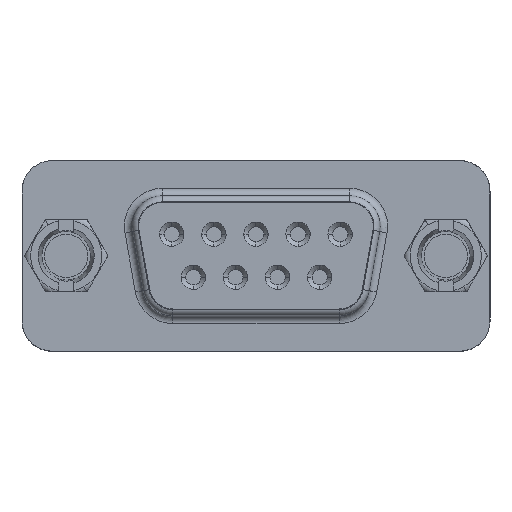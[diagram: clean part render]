
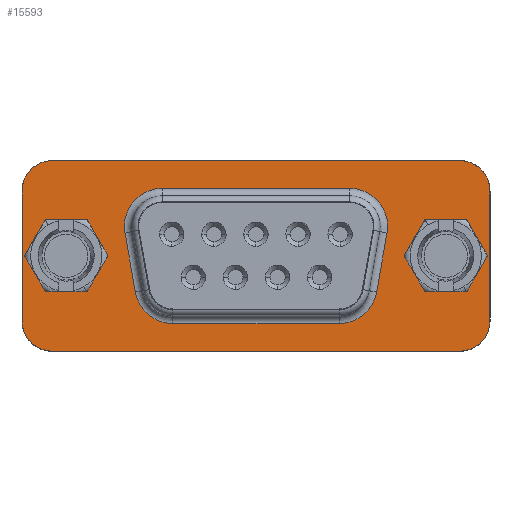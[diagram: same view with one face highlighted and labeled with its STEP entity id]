
A CAD part, top view. The second image highlights one B-rep face of the part: STEP entity #15593.
In plain terms, the highlighted planar face has unit normal (0, 0, 1).
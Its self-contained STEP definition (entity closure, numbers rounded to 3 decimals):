
#15008=AXIS2_PLACEMENT_3D('Circle Axis2P3D',#15006,#15007,$) ;
#15090=AXIS2_PLACEMENT_3D('Circle Axis2P3D',#15088,#15089,$) ;
#15156=AXIS2_PLACEMENT_3D('Circle Axis2P3D',#15154,#15155,$) ;
#15222=AXIS2_PLACEMENT_3D('Circle Axis2P3D',#15220,#15221,$) ;
#15288=AXIS2_PLACEMENT_3D('Circle Axis2P3D',#15286,#15287,$) ;
#15321=AXIS2_PLACEMENT_3D('Circle Axis2P3D',#15319,#15320,$) ;
#15338=AXIS2_PLACEMENT_3D('Circle Axis2P3D',#15336,#15337,$) ;
#15369=AXIS2_PLACEMENT_3D('Circle Axis2P3D',#15367,#15368,$) ;
#15386=AXIS2_PLACEMENT_3D('Circle Axis2P3D',#15384,#15385,$) ;
#15419=AXIS2_PLACEMENT_3D('Circle Axis2P3D',#15417,#15418,$) ;
#15468=AXIS2_PLACEMENT_3D('Circle Axis2P3D',#15466,#15467,$) ;
#15516=AXIS2_PLACEMENT_3D('Circle Axis2P3D',#15514,#15515,$) ;
#15563=AXIS2_PLACEMENT_3D('Plane Axis2P3D',#15560,#15561,#15562) ;
#14996=CARTESIAN_POINT('Vertex',(21.57,10.725,12.1)) ;
#15003=CARTESIAN_POINT('Vertex',(24.032,7.791,12.1)) ;
#15006=CARTESIAN_POINT('Axis2P3D Location',(21.57,8.225,12.1)) ;
#15041=CARTESIAN_POINT('Line Origine',(15.405,12.55,12.1)) ;
#15045=CARTESIAN_POINT('Vertex',(2.,12.55,12.1)) ;
#15047=CARTESIAN_POINT('Vertex',(28.81,12.55,12.1)) ;
#15088=CARTESIAN_POINT('Axis2P3D Location',(28.81,10.55,12.1)) ;
#15092=CARTESIAN_POINT('Vertex',(30.81,10.55,12.1)) ;
#15121=CARTESIAN_POINT('Line Origine',(30.81,6.275,12.1)) ;
#15125=CARTESIAN_POINT('Vertex',(30.81,2.,12.1)) ;
#15154=CARTESIAN_POINT('Axis2P3D Location',(28.81,2.,12.1)) ;
#15158=CARTESIAN_POINT('Vertex',(28.81,0.,12.1)) ;
#15187=CARTESIAN_POINT('Line Origine',(15.405,0.,12.1)) ;
#15191=CARTESIAN_POINT('Vertex',(2.,0.,12.1)) ;
#15220=CARTESIAN_POINT('Axis2P3D Location',(2.,2.,12.1)) ;
#15224=CARTESIAN_POINT('Vertex',(0.,2.,12.1)) ;
#15253=CARTESIAN_POINT('Line Origine',(0.,6.275,12.1)) ;
#15257=CARTESIAN_POINT('Vertex',(0.,10.55,12.1)) ;
#15286=CARTESIAN_POINT('Axis2P3D Location',(2.,10.55,12.1)) ;
#15309=CARTESIAN_POINT('Vertex',(4.435,6.275,12.1)) ;
#15316=CARTESIAN_POINT('Vertex',(1.385,6.275,12.1)) ;
#15319=CARTESIAN_POINT('Axis2P3D Location',(2.91,6.275,12.1)) ;
#15336=CARTESIAN_POINT('Axis2P3D Location',(2.91,6.275,12.1)) ;
#15357=CARTESIAN_POINT('Vertex',(29.425,6.275,12.1)) ;
#15364=CARTESIAN_POINT('Vertex',(26.375,6.275,12.1)) ;
#15367=CARTESIAN_POINT('Axis2P3D Location',(27.9,6.275,12.1)) ;
#15384=CARTESIAN_POINT('Axis2P3D Location',(27.9,6.275,12.1)) ;
#15405=CARTESIAN_POINT('Vertex',(6.778,7.791,12.1)) ;
#15414=CARTESIAN_POINT('Vertex',(9.24,10.725,12.1)) ;
#15417=CARTESIAN_POINT('Axis2P3D Location',(9.24,8.225,12.1)) ;
#15439=CARTESIAN_POINT('Vertex',(7.466,3.891,12.1)) ;
#15442=CARTESIAN_POINT('Line Origine',(6.764,7.869,12.1)) ;
#15463=CARTESIAN_POINT('Vertex',(9.928,1.825,12.1)) ;
#15466=CARTESIAN_POINT('Axis2P3D Location',(9.928,4.325,12.1)) ;
#15487=CARTESIAN_POINT('Vertex',(20.882,1.825,12.1)) ;
#15490=CARTESIAN_POINT('Line Origine',(9.709,1.825,12.1)) ;
#15511=CARTESIAN_POINT('Vertex',(23.344,3.891,12.1)) ;
#15514=CARTESIAN_POINT('Axis2P3D Location',(20.882,4.325,12.1)) ;
#15531=CARTESIAN_POINT('Line Origine',(23.331,3.813,12.1)) ;
#15548=CARTESIAN_POINT('Line Origine',(21.817,10.725,12.1)) ;
#15560=CARTESIAN_POINT('Axis2P3D Location',(15.405,6.275,12.1)) ;
#15007=DIRECTION('Axis2P3D Direction',(0.,0.,1.)) ;
#15042=DIRECTION('Vector Direction',(1.,0.,0.)) ;
#15089=DIRECTION('Axis2P3D Direction',(0.,0.,1.)) ;
#15122=DIRECTION('Vector Direction',(0.,-1.,0.)) ;
#15155=DIRECTION('Axis2P3D Direction',(0.,0.,1.)) ;
#15188=DIRECTION('Vector Direction',(-1.,0.,0.)) ;
#15221=DIRECTION('Axis2P3D Direction',(0.,0.,1.)) ;
#15254=DIRECTION('Vector Direction',(0.,1.,0.)) ;
#15287=DIRECTION('Axis2P3D Direction',(0.,0.,1.)) ;
#15320=DIRECTION('Axis2P3D Direction',(0.,0.,1.)) ;
#15337=DIRECTION('Axis2P3D Direction',(0.,0.,1.)) ;
#15368=DIRECTION('Axis2P3D Direction',(0.,0.,1.)) ;
#15385=DIRECTION('Axis2P3D Direction',(0.,0.,1.)) ;
#15418=DIRECTION('Axis2P3D Direction',(0.,0.,1.)) ;
#15443=DIRECTION('Vector Direction',(0.174,-0.985,0.)) ;
#15467=DIRECTION('Axis2P3D Direction',(0.,0.,1.)) ;
#15491=DIRECTION('Vector Direction',(1.,0.,0.)) ;
#15515=DIRECTION('Axis2P3D Direction',(0.,0.,1.)) ;
#15532=DIRECTION('Vector Direction',(0.174,0.985,0.)) ;
#15549=DIRECTION('Vector Direction',(-1.,0.,0.)) ;
#15561=DIRECTION('Axis2P3D Direction',(0.,0.,-1.)) ;
#15562=DIRECTION('Axis2P3D XDirection',(1.,0.,0.)) ;
#15043=VECTOR('Line Direction',#15042,1.) ;
#15123=VECTOR('Line Direction',#15122,1.) ;
#15189=VECTOR('Line Direction',#15188,1.) ;
#15255=VECTOR('Line Direction',#15254,1.) ;
#15444=VECTOR('Line Direction',#15443,1.) ;
#15492=VECTOR('Line Direction',#15491,1.) ;
#15533=VECTOR('Line Direction',#15532,1.) ;
#15550=VECTOR('Line Direction',#15549,1.) ;
#15566=ORIENTED_EDGE('',*,*,#15259,.F.) ;
#15567=ORIENTED_EDGE('',*,*,#15226,.F.) ;
#15568=ORIENTED_EDGE('',*,*,#15193,.F.) ;
#15569=ORIENTED_EDGE('',*,*,#15160,.F.) ;
#15570=ORIENTED_EDGE('',*,*,#15127,.F.) ;
#15571=ORIENTED_EDGE('',*,*,#15094,.F.) ;
#15572=ORIENTED_EDGE('',*,*,#15049,.F.) ;
#15573=ORIENTED_EDGE('',*,*,#15290,.F.) ;
#15576=ORIENTED_EDGE('',*,*,#15323,.T.) ;
#15577=ORIENTED_EDGE('',*,*,#15340,.T.) ;
#15580=ORIENTED_EDGE('',*,*,#15371,.T.) ;
#15581=ORIENTED_EDGE('',*,*,#15388,.T.) ;
#15584=ORIENTED_EDGE('',*,*,#15470,.F.) ;
#15585=ORIENTED_EDGE('',*,*,#15446,.F.) ;
#15586=ORIENTED_EDGE('',*,*,#15421,.F.) ;
#15587=ORIENTED_EDGE('',*,*,#15552,.T.) ;
#15588=ORIENTED_EDGE('',*,*,#15010,.F.) ;
#15589=ORIENTED_EDGE('',*,*,#15535,.F.) ;
#15590=ORIENTED_EDGE('',*,*,#15518,.F.) ;
#15591=ORIENTED_EDGE('',*,*,#15494,.T.) ;
#15578=FACE_BOUND('',#15575,.T.) ;
#15582=FACE_BOUND('',#15579,.T.) ;
#15592=FACE_BOUND('',#15583,.T.) ;
#15593=ADVANCED_FACE('1450850000.1\\180\\179\\MANIFOLD_SOLID_BREP #23705',(#15574,#15578,#15582,#15592),#15564,.F.) ;
#15009=CIRCLE('generated circle',#15008,2.5) ;
#15091=CIRCLE('generated circle',#15090,2.) ;
#15157=CIRCLE('generated circle',#15156,2.) ;
#15223=CIRCLE('generated circle',#15222,2.) ;
#15289=CIRCLE('generated circle',#15288,2.) ;
#15322=CIRCLE('generated circle',#15321,1.525) ;
#15339=CIRCLE('generated circle',#15338,1.525) ;
#15370=CIRCLE('generated circle',#15369,1.525) ;
#15387=CIRCLE('generated circle',#15386,1.525) ;
#15420=CIRCLE('generated circle',#15419,2.5) ;
#15469=CIRCLE('generated circle',#15468,2.5) ;
#15517=CIRCLE('generated circle',#15516,2.5) ;
#15010=EDGE_CURVE('',#15004,#14997,#15009,.T.) ;
#15049=EDGE_CURVE('',#15046,#15048,#15044,.T.) ;
#15094=EDGE_CURVE('',#15048,#15093,#15091,.F.) ;
#15127=EDGE_CURVE('',#15093,#15126,#15124,.T.) ;
#15160=EDGE_CURVE('',#15126,#15159,#15157,.F.) ;
#15193=EDGE_CURVE('',#15159,#15192,#15190,.T.) ;
#15226=EDGE_CURVE('',#15192,#15225,#15223,.F.) ;
#15259=EDGE_CURVE('',#15225,#15258,#15256,.T.) ;
#15290=EDGE_CURVE('',#15258,#15046,#15289,.F.) ;
#15323=EDGE_CURVE('',#15310,#15317,#15322,.F.) ;
#15340=EDGE_CURVE('',#15317,#15310,#15339,.F.) ;
#15371=EDGE_CURVE('',#15358,#15365,#15370,.F.) ;
#15388=EDGE_CURVE('',#15365,#15358,#15387,.F.) ;
#15421=EDGE_CURVE('',#15415,#15406,#15420,.T.) ;
#15446=EDGE_CURVE('',#15406,#15440,#15445,.T.) ;
#15470=EDGE_CURVE('',#15440,#15464,#15469,.T.) ;
#15494=EDGE_CURVE('',#15488,#15464,#15493,.F.) ;
#15518=EDGE_CURVE('',#15488,#15512,#15517,.T.) ;
#15535=EDGE_CURVE('',#15512,#15004,#15534,.T.) ;
#15552=EDGE_CURVE('',#15415,#14997,#15551,.F.) ;
#15565=EDGE_LOOP('',(#15566,#15567,#15568,#15569,#15570,#15571,#15572,#15573)) ;
#15575=EDGE_LOOP('',(#15576,#15577)) ;
#15579=EDGE_LOOP('',(#15580,#15581)) ;
#15583=EDGE_LOOP('',(#15584,#15585,#15586,#15587,#15588,#15589,#15590,#15591)) ;
#15574=FACE_OUTER_BOUND('',#15565,.T.) ;
#15044=LINE('Line',#15041,#15043) ;
#15124=LINE('Line',#15121,#15123) ;
#15190=LINE('Line',#15187,#15189) ;
#15256=LINE('Line',#15253,#15255) ;
#15445=LINE('Line',#15442,#15444) ;
#15493=LINE('Line',#15490,#15492) ;
#15534=LINE('Line',#15531,#15533) ;
#15551=LINE('Line',#15548,#15550) ;
#15564=PLANE('',#15563) ;
#14997=VERTEX_POINT('',#14996) ;
#15004=VERTEX_POINT('',#15003) ;
#15046=VERTEX_POINT('',#15045) ;
#15048=VERTEX_POINT('',#15047) ;
#15093=VERTEX_POINT('',#15092) ;
#15126=VERTEX_POINT('',#15125) ;
#15159=VERTEX_POINT('',#15158) ;
#15192=VERTEX_POINT('',#15191) ;
#15225=VERTEX_POINT('',#15224) ;
#15258=VERTEX_POINT('',#15257) ;
#15310=VERTEX_POINT('',#15309) ;
#15317=VERTEX_POINT('',#15316) ;
#15358=VERTEX_POINT('',#15357) ;
#15365=VERTEX_POINT('',#15364) ;
#15406=VERTEX_POINT('',#15405) ;
#15415=VERTEX_POINT('',#15414) ;
#15440=VERTEX_POINT('',#15439) ;
#15464=VERTEX_POINT('',#15463) ;
#15488=VERTEX_POINT('',#15487) ;
#15512=VERTEX_POINT('',#15511) ;
